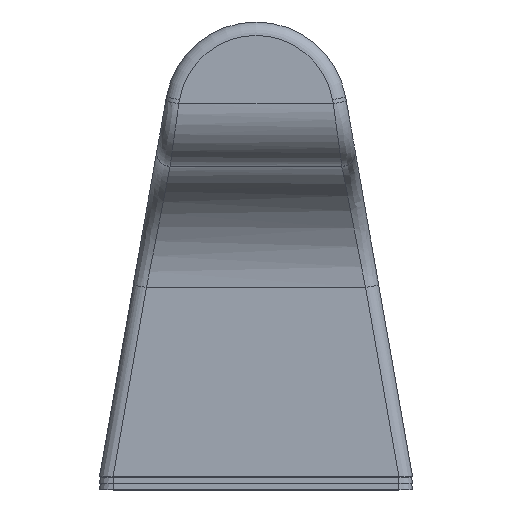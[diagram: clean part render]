
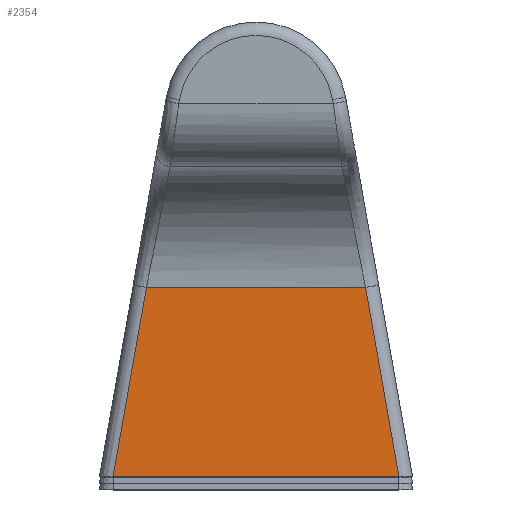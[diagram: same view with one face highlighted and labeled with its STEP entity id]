
A CAD part, top view. The second image highlights one B-rep face of the part: STEP entity #2354.
In plain terms, the highlighted planar face has unit normal (0, 0, 1).
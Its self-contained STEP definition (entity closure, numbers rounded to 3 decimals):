
#240=FACE_OUTER_BOUND('',#390,.T.);
#390=EDGE_LOOP('',(#1956,#1957,#1958,#1959));
#657=LINE('',#3834,#877);
#666=LINE('',#4045,#886);
#671=LINE('',#4054,#891);
#686=LINE('',#4193,#906);
#877=VECTOR('',#3023,10.);
#886=VECTOR('',#3084,10.);
#891=VECTOR('',#3097,10.);
#906=VECTOR('',#3160,10.);
#1075=VERTEX_POINT('',#3828);
#1077=VERTEX_POINT('',#3832);
#1094=VERTEX_POINT('',#4036);
#1096=VERTEX_POINT('',#4042);
#1349=EDGE_CURVE('',#1075,#1077,#657,.T.);
#1378=EDGE_CURVE('',#1094,#1096,#666,.T.);
#1383=EDGE_CURVE('',#1094,#1077,#671,.T.);
#1411=EDGE_CURVE('',#1096,#1075,#686,.T.);
#1956=ORIENTED_EDGE('',*,*,#1378,.T.);
#1957=ORIENTED_EDGE('',*,*,#1411,.T.);
#1958=ORIENTED_EDGE('',*,*,#1349,.T.);
#1959=ORIENTED_EDGE('',*,*,#1383,.F.);
#2238=PLANE('',#2580);
#2354=ADVANCED_FACE('',(#240),#2238,.T.);
#2580=AXIS2_PLACEMENT_3D('',#4192,#3158,#3159);
#3023=DIRECTION('',(-0.174,0.985,0.));
#3084=DIRECTION('',(-0.174,-0.985,0.));
#3097=DIRECTION('',(1.,0.,0.));
#3158=DIRECTION('center_axis',(0.,0.,1.));
#3159=DIRECTION('ref_axis',(0.,-1.,0.));
#3160=DIRECTION('',(1.,0.,0.));
#3828=CARTESIAN_POINT('',(33.477,0.,882.5));
#3832=CARTESIAN_POINT('',(29.746,21.16,882.5));
#3834=CARTESIAN_POINT('',(31.186,12.993,882.5));
#4036=CARTESIAN_POINT('',(5.254,21.16,882.5));
#4042=CARTESIAN_POINT('',(1.523,0.,882.5));
#4045=CARTESIAN_POINT('',(7.022,31.185,882.5));
#4054=CARTESIAN_POINT('',(0.,21.16,882.5));
#4192=CARTESIAN_POINT('Origin',(0.,21.16,882.5));
#4193=CARTESIAN_POINT('',(0.,0.,882.5));
